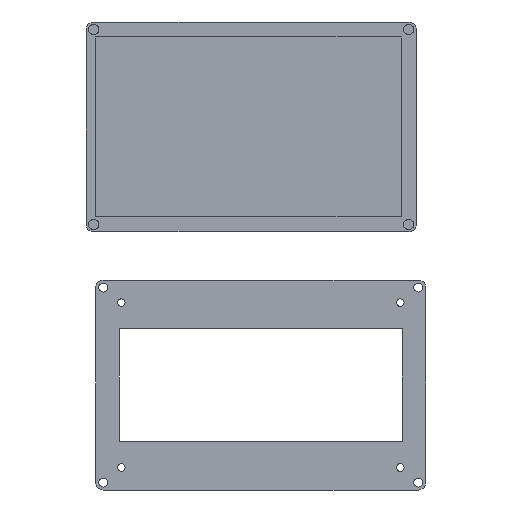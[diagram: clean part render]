
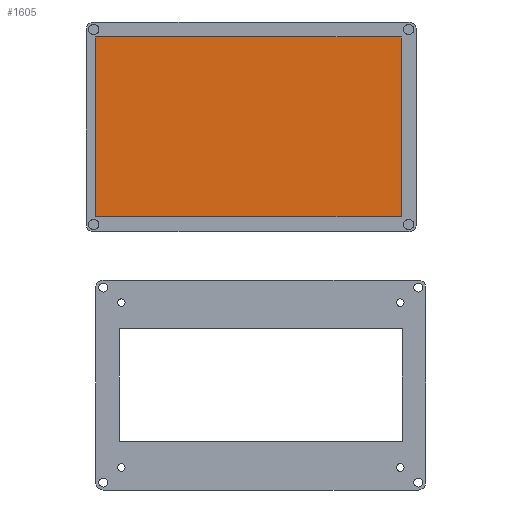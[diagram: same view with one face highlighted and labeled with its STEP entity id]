
A CAD part, front view. The second image highlights one B-rep face of the part: STEP entity #1605.
In plain terms, the highlighted planar face has unit normal (0, -1, 0).
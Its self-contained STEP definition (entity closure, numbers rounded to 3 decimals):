
#118=PLANE('',#1733);
#191=FACE_OUTER_BOUND('',#301,.T.);
#301=EDGE_LOOP('',(#1391,#1392,#1393,#1394));
#464=LINE('',#2517,#632);
#468=LINE('',#2525,#636);
#471=LINE('',#2531,#639);
#474=LINE('',#2536,#642);
#632=VECTOR('',#2062,10.);
#636=VECTOR('',#2068,10.);
#639=VECTOR('',#2073,10.);
#642=VECTOR('',#2078,10.);
#823=VERTEX_POINT('',#2515);
#824=VERTEX_POINT('',#2516);
#827=VERTEX_POINT('',#2524);
#829=VERTEX_POINT('',#2530);
#1014=EDGE_CURVE('',#823,#824,#464,.T.);
#1018=EDGE_CURVE('',#827,#823,#468,.T.);
#1021=EDGE_CURVE('',#829,#827,#471,.T.);
#1024=EDGE_CURVE('',#824,#829,#474,.T.);
#1391=ORIENTED_EDGE('',*,*,#1024,.F.);
#1392=ORIENTED_EDGE('',*,*,#1014,.F.);
#1393=ORIENTED_EDGE('',*,*,#1018,.F.);
#1394=ORIENTED_EDGE('',*,*,#1021,.F.);
#1605=ADVANCED_FACE('',(#191),#118,.F.);
#1733=AXIS2_PLACEMENT_3D('',#2539,#2082,#2083);
#2062=DIRECTION('',(1.,0.,0.));
#2068=DIRECTION('',(0.,0.,1.));
#2073=DIRECTION('',(-1.,0.,0.));
#2078=DIRECTION('',(0.,0.,-1.));
#2082=DIRECTION('center_axis',(0.,1.,0.));
#2083=DIRECTION('ref_axis',(1.,0.,0.));
#2515=CARTESIAN_POINT('',(-258.196,0.,-23.));
#2516=CARTESIAN_POINT('',(-156.196,0.,-23.));
#2517=CARTESIAN_POINT('',(-258.196,0.,-23.));
#2524=CARTESIAN_POINT('',(-258.196,0.,-83.));
#2525=CARTESIAN_POINT('',(-258.196,0.,-83.));
#2530=CARTESIAN_POINT('',(-156.196,0.,-83.));
#2531=CARTESIAN_POINT('',(-156.196,0.,-83.));
#2536=CARTESIAN_POINT('',(-156.196,0.,-23.));
#2539=CARTESIAN_POINT('Origin',(-207.196,0.,-53.));
